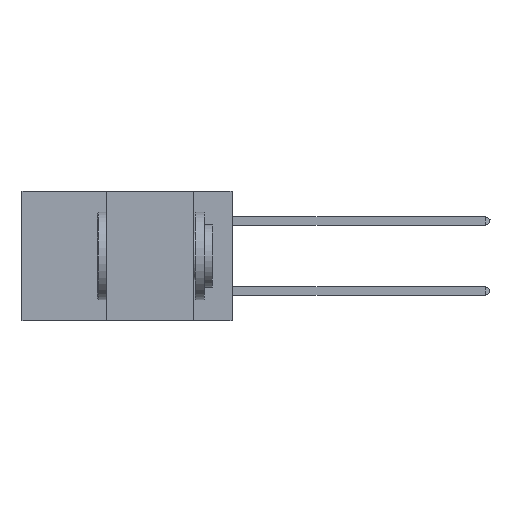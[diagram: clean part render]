
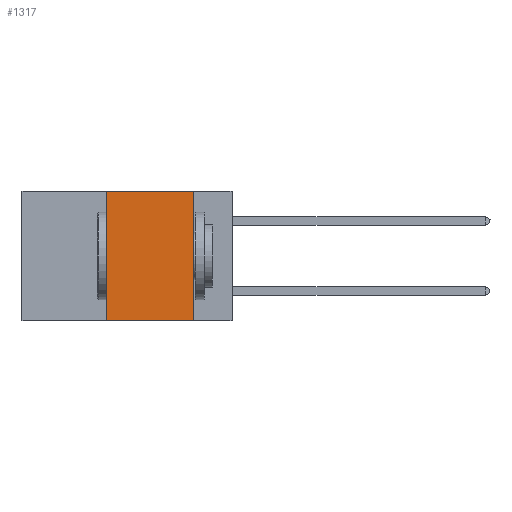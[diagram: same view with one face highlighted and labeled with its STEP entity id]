
A CAD part, left-side view. The second image highlights one B-rep face of the part: STEP entity #1317.
In plain terms, the highlighted planar face has unit normal (-1, 0, 0).
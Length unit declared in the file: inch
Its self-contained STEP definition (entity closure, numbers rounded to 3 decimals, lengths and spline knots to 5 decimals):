
#147 = LINE ( 'NONE', #9538, #3090 ) ;
#533 = EDGE_CURVE ( 'NONE', #2849, #2659, #2558, .T. ) ;
#925 = FACE_OUTER_BOUND ( 'NONE', #5296, .T. ) ;
#1317 = ADVANCED_FACE ( 'NONE', ( #925 ), #10822, .F. ) ;
#1327 = ORIENTED_EDGE ( 'NONE', *, *, #533, .F. ) ;
#1897 = ORIENTED_EDGE ( 'NONE', *, *, #11865, .T. ) ;
#1910 = ORIENTED_EDGE ( 'NONE', *, *, #8739, .F. ) ;
#2326 = DIRECTION ( 'NONE',  ( 0., -1., 0. ) ) ;
#2558 = LINE ( 'NONE', #12101, #3616 ) ;
#2659 = VERTEX_POINT ( 'NONE', #12123 ) ;
#2849 = VERTEX_POINT ( 'NONE', #7371 ) ;
#3090 = VECTOR ( 'NONE', #4217, 39.37008 ) ;
#3616 = VECTOR ( 'NONE', #12033, 39.37008 ) ;
#3917 = ORIENTED_EDGE ( 'NONE', *, *, #7744, .F. ) ;
#4116 = VECTOR ( 'NONE', #10162, 39.37008 ) ;
#4217 = DIRECTION ( 'NONE',  ( 0., -1., 0. ) ) ;
#5296 = EDGE_LOOP ( 'NONE', ( #1327, #3917, #1910, #1897 ) ) ;
#6268 = CARTESIAN_POINT ( 'NONE',  ( 0., 0.36, 0. ) ) ;
#6885 = LINE ( 'NONE', #10980, #9024 ) ;
#6970 = CARTESIAN_POINT ( 'NONE',  ( 0., 0.36, 0. ) ) ;
#7048 = AXIS2_PLACEMENT_3D ( 'NONE', #10460, #10227, #10152 ) ;
#7371 = CARTESIAN_POINT ( 'NONE',  ( 0., 0.11, 0. ) ) ;
#7744 = EDGE_CURVE ( 'NONE', #11419, #2849, #147, .T. ) ;
#8739 = EDGE_CURVE ( 'NONE', #8979, #11419, #10105, .T. ) ;
#8979 = VERTEX_POINT ( 'NONE', #13591 ) ;
#9024 = VECTOR ( 'NONE', #2326, 39.37008 ) ;
#9538 = CARTESIAN_POINT ( 'NONE',  ( 0., 0.6, 0. ) ) ;
#10105 = LINE ( 'NONE', #6970, #4116 ) ;
#10152 = DIRECTION ( 'NONE',  ( 0., 0., -1. ) ) ;
#10162 = DIRECTION ( 'NONE',  ( 0., 0., 1. ) ) ;
#10227 = DIRECTION ( 'NONE',  ( 1., 0., 0. ) ) ;
#10460 = CARTESIAN_POINT ( 'NONE',  ( 0., 0.6, 0. ) ) ;
#10822 = PLANE ( 'NONE',  #7048 ) ;
#10980 = CARTESIAN_POINT ( 'NONE',  ( 0., 0.6, -0.37 ) ) ;
#11419 = VERTEX_POINT ( 'NONE', #6268 ) ;
#11865 = EDGE_CURVE ( 'NONE', #8979, #2659, #6885, .T. ) ;
#12033 = DIRECTION ( 'NONE',  ( 0., 0., -1. ) ) ;
#12101 = CARTESIAN_POINT ( 'NONE',  ( 0., 0.11, 0. ) ) ;
#12123 = CARTESIAN_POINT ( 'NONE',  ( 0., 0.11, -0.37 ) ) ;
#13591 = CARTESIAN_POINT ( 'NONE',  ( 0., 0.36, -0.37 ) ) ;
